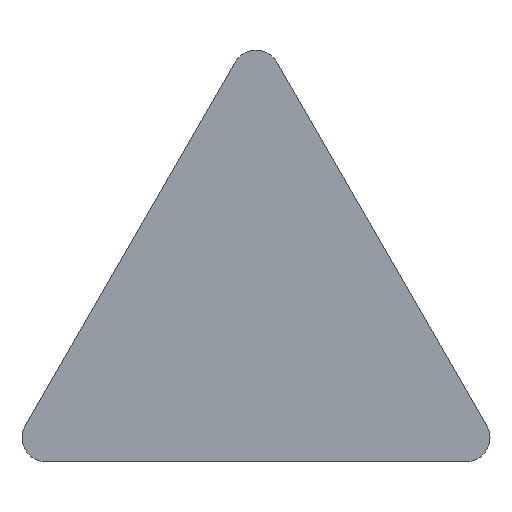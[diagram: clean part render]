
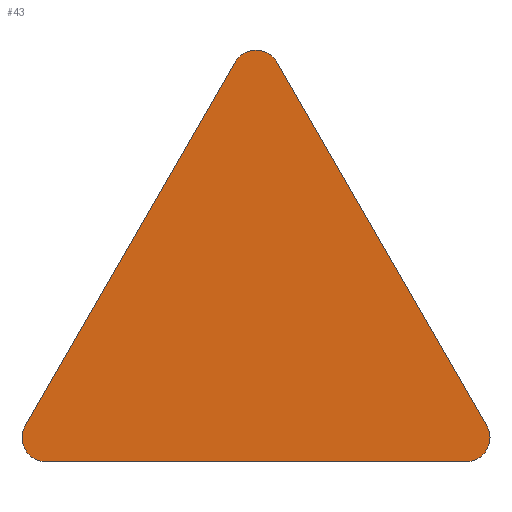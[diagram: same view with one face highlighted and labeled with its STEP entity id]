
A CAD part, top view. The second image highlights one B-rep face of the part: STEP entity #43.
In plain terms, the highlighted planar face has unit normal (0, 0, 1).
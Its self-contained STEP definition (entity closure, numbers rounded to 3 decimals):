
#36=CIRCLE('',#199,0.794);
#37=CIRCLE('',#200,0.794);
#38=CIRCLE('',#201,0.794);
#43=ADVANCED_FACE('',(#56),#51,.T.);
#51=PLANE('',#202);
#56=FACE_OUTER_BOUND('',#64,.T.);
#64=EDGE_LOOP('',(#89,#90,#91,#92,#93,#94));
#89=ORIENTED_EDGE('',*,*,#126,.T.);
#90=ORIENTED_EDGE('',*,*,#131,.T.);
#91=ORIENTED_EDGE('',*,*,#128,.T.);
#92=ORIENTED_EDGE('',*,*,#132,.T.);
#93=ORIENTED_EDGE('',*,*,#121,.T.);
#94=ORIENTED_EDGE('',*,*,#133,.T.);
#108=VERTEX_POINT('',#283);
#109=VERTEX_POINT('',#285);
#112=VERTEX_POINT('',#293);
#113=VERTEX_POINT('',#295);
#114=VERTEX_POINT('',#299);
#115=VERTEX_POINT('',#300);
#121=EDGE_CURVE('',#109,#108,#139,.T.);
#126=EDGE_CURVE('',#113,#112,#144,.T.);
#128=EDGE_CURVE('',#114,#115,#146,.T.);
#131=EDGE_CURVE('',#112,#114,#36,.T.);
#132=EDGE_CURVE('',#115,#109,#37,.T.);
#133=EDGE_CURVE('',#108,#113,#38,.T.);
#139=LINE('',#284,#154);
#144=LINE('',#294,#159);
#146=LINE('',#298,#161);
#154=VECTOR('',#219,1.0);
#159=VECTOR('',#226,1.0);
#161=VECTOR('',#230,1.0);
#199=AXIS2_PLACEMENT_3D('',#304,#235,#236);
#200=AXIS2_PLACEMENT_3D('',#305,#237,#238);
#201=AXIS2_PLACEMENT_3D('',#306,#239,#240);
#202=AXIS2_PLACEMENT_3D('',#307,#241,#242);
#219=DIRECTION('',(-0.5,-0.866,0.));
#226=DIRECTION('',(1.0,0.,0.));
#230=DIRECTION('',(-0.5,0.866,0.));
#235=DIRECTION('',(0.,0.,1.0));
#236=DIRECTION('',(-0.5,0.866,0.));
#237=DIRECTION('',(0.,0.,1.0));
#238=DIRECTION('',(-0.5,0.866,0.));
#239=DIRECTION('',(0.,0.,1.0));
#240=DIRECTION('',(-0.5,0.866,0.));
#241=DIRECTION('',(0.,0.,1.0));
#242=DIRECTION('',(-0.5,0.866,0.));
#283=CARTESIAN_POINT('',(0.687,1.191,0.));
#284=CARTESIAN_POINT('',(4.124,7.144,0.));
#285=CARTESIAN_POINT('',(7.561,13.097,0.));
#293=CARTESIAN_POINT('',(15.123,0.,0.));
#294=CARTESIAN_POINT('',(8.249,0.0,0.));
#295=CARTESIAN_POINT('',(1.375,0.,0.));
#298=CARTESIAN_POINT('',(12.373,7.144,0.));
#299=CARTESIAN_POINT('',(15.81,1.191,0.));
#300=CARTESIAN_POINT('',(8.936,13.097,0.));
#304=CARTESIAN_POINT('',(15.123,0.794,0.));
#305=CARTESIAN_POINT('',(8.249,12.7,0.));
#306=CARTESIAN_POINT('',(1.375,0.794,0.));
#307=CARTESIAN_POINT('',(8.249,4.763,0.));
